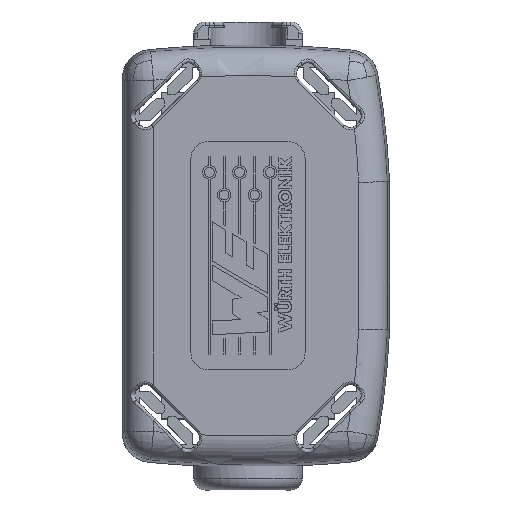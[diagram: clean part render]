
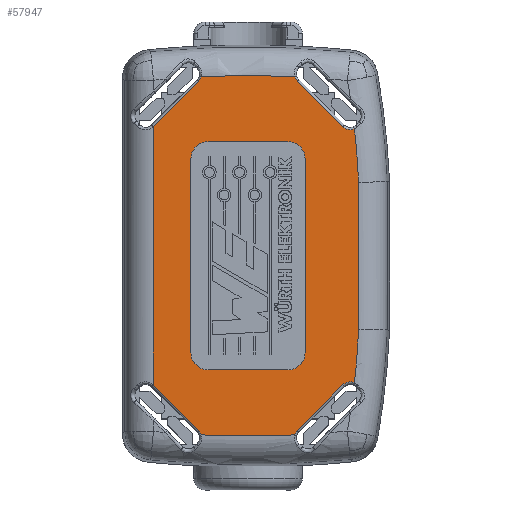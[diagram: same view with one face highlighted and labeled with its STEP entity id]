
A CAD part, top view. The second image highlights one B-rep face of the part: STEP entity #57947.
In plain terms, the highlighted face is planar.
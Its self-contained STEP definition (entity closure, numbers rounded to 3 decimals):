
#1315=CIRCLE('',#60035,0.9);
#1333=CIRCLE('',#60175,0.9);
#1337=CIRCLE('',#60296,1.5);
#1340=CIRCLE('',#60379,1.5);
#1345=CIRCLE('',#60528,1.5);
#1350=CIRCLE('',#60582,0.9);
#1359=CIRCLE('',#60837,1.5);
#1364=CIRCLE('',#60921,0.9);
#1374=CIRCLE('',#61080,87.287);
#1382=CIRCLE('',#61089,87.287);
#1398=CIRCLE('',#61153,67.287);
#1405=CIRCLE('',#61161,67.287);
#1483=CIRCLE('',#61357,0.9);
#1484=CIRCLE('',#61358,0.9);
#12557=ORIENTED_EDGE('',*,*,#22981,.T.);
#12558=ORIENTED_EDGE('',*,*,#24186,.T.);
#12559=ORIENTED_EDGE('',*,*,#23734,.F.);
#12560=ORIENTED_EDGE('',*,*,#23499,.T.);
#12561=ORIENTED_EDGE('',*,*,#20661,.F.);
#12562=ORIENTED_EDGE('',*,*,#23853,.F.);
#12563=ORIENTED_EDGE('',*,*,#21695,.F.);
#12564=ORIENTED_EDGE('',*,*,#21429,.T.);
#12565=ORIENTED_EDGE('',*,*,#23722,.F.);
#12566=ORIENTED_EDGE('',*,*,#20920,.T.);
#12567=ORIENTED_EDGE('',*,*,#22841,.T.);
#12568=ORIENTED_EDGE('',*,*,#22865,.T.);
#12569=ORIENTED_EDGE('',*,*,#23865,.F.);
#12570=ORIENTED_EDGE('',*,*,#23870,.F.);
#12571=ORIENTED_EDGE('',*,*,#23854,.F.);
#12572=ORIENTED_EDGE('',*,*,#24187,.T.);
#12573=ORIENTED_EDGE('',*,*,#22260,.T.);
#12574=ORIENTED_EDGE('',*,*,#22692,.F.);
#12575=ORIENTED_EDGE('',*,*,#23165,.T.);
#12576=ORIENTED_EDGE('',*,*,#21949,.F.);
#12577=ORIENTED_EDGE('',*,*,#23648,.T.);
#12578=ORIENTED_EDGE('',*,*,#22273,.F.);
#12579=ORIENTED_EDGE('',*,*,#21625,.T.);
#12580=ORIENTED_EDGE('',*,*,#23364,.F.);
#20661=EDGE_CURVE('',#28560,#28561,#34229,.T.);
#20920=EDGE_CURVE('',#28794,#28795,#1315,.T.);
#21429=EDGE_CURVE('',#29225,#29224,#1333,.T.);
#21625=EDGE_CURVE('',#29373,#29374,#35130,.T.);
#21695=EDGE_CURVE('',#29225,#29422,#35192,.T.);
#21949=EDGE_CURVE('',#29616,#29617,#1337,.T.);
#22260=EDGE_CURVE('',#29846,#29847,#35742,.T.);
#22273=EDGE_CURVE('',#29373,#29854,#1340,.T.);
#22692=EDGE_CURVE('',#30111,#29847,#1345,.T.);
#22841=EDGE_CURVE('',#28795,#30188,#36285,.T.);
#22865=EDGE_CURVE('',#30188,#30199,#1350,.T.);
#22981=EDGE_CURVE('',#30262,#30263,#36409,.T.);
#23165=EDGE_CURVE('',#30111,#29617,#36576,.T.);
#23364=EDGE_CURVE('',#29846,#29374,#1359,.T.);
#23499=EDGE_CURVE('',#28247,#28561,#1364,.T.);
#23648=EDGE_CURVE('',#29616,#29854,#37030,.T.);
#23722=EDGE_CURVE('',#28794,#29224,#1374,.T.);
#23734=EDGE_CURVE('',#28247,#30249,#1382,.T.);
#23853=EDGE_CURVE('',#29422,#28560,#37173,.T.);
#23854=EDGE_CURVE('',#29317,#30633,#1398,.T.);
#23865=EDGE_CURVE('',#30637,#30199,#1405,.T.);
#23870=EDGE_CURVE('',#30633,#30637,#37174,.T.);
#24186=EDGE_CURVE('',#30263,#30249,#1483,.T.);
#24187=EDGE_CURVE('',#29317,#30262,#1484,.T.);
#28247=VERTEX_POINT('',#88758);
#28560=VERTEX_POINT('',#90088);
#28561=VERTEX_POINT('',#90089);
#28794=VERTEX_POINT('',#90659);
#28795=VERTEX_POINT('',#90660);
#29224=VERTEX_POINT('',#92816);
#29225=VERTEX_POINT('',#92818);
#29317=VERTEX_POINT('',#93119);
#29373=VERTEX_POINT('',#93284);
#29374=VERTEX_POINT('',#93285);
#29422=VERTEX_POINT('',#93633);
#29616=VERTEX_POINT('',#94339);
#29617=VERTEX_POINT('',#94340);
#29846=VERTEX_POINT('',#95224);
#29847=VERTEX_POINT('',#95225);
#29854=VERTEX_POINT('',#95250);
#30111=VERTEX_POINT('',#97058);
#30188=VERTEX_POINT('',#97498);
#30199=VERTEX_POINT('',#97559);
#30249=VERTEX_POINT('',#97980);
#30262=VERTEX_POINT('',#98058);
#30263=VERTEX_POINT('',#98059);
#30633=VERTEX_POINT('',#101423);
#30637=VERTEX_POINT('',#101646);
#34229=LINE('',#90087,#41699);
#35130=LINE('',#93283,#42600);
#35192=LINE('',#93667,#42662);
#35742=LINE('',#95223,#43212);
#36285=LINE('',#97497,#43755);
#36409=LINE('',#98057,#43879);
#36576=LINE('',#98828,#44046);
#37030=LINE('',#100276,#44500);
#37173=LINE('',#101420,#44643);
#37174=LINE('',#101732,#44644);
#41699=VECTOR('',#65881,1000.);
#42600=VECTOR('',#67278,1000.);
#42662=VECTOR('',#67374,1000.);
#43212=VECTOR('',#68204,1000.);
#43755=VECTOR('',#69137,1000.);
#43879=VECTOR('',#69405,1000.);
#44046=VECTOR('',#69770,1000.);
#44500=VECTOR('',#70832,1000.);
#44643=VECTOR('',#71191,1000.);
#44644=VECTOR('',#71216,1000.);
#49534=EDGE_LOOP('',(#12557,#12558,#12559,#12560,#12561,#12562,#12563,#12564,
#12565,#12566,#12567,#12568,#12569,#12570,#12571,#12572));
#49535=EDGE_LOOP('',(#12573,#12574,#12575,#12576,#12577,#12578,#12579,#12580));
#52548=FACE_BOUND('',#49534,.T.);
#52549=FACE_BOUND('',#49535,.T.);
#55087=PLANE('',#61356);
#57947=ADVANCED_FACE('',(#52548,#52549),#55087,.T.);
#60035=AXIS2_PLACEMENT_3D('',#90658,#66256,#66257);
#60175=AXIS2_PLACEMENT_3D('',#92817,#67004,#67005);
#60296=AXIS2_PLACEMENT_3D('',#94338,#67745,#67746);
#60379=AXIS2_PLACEMENT_3D('',#95249,#68227,#68228);
#60528=AXIS2_PLACEMENT_3D('',#97057,#68917,#68918);
#60582=AXIS2_PLACEMENT_3D('',#97558,#69184,#69185);
#60837=AXIS2_PLACEMENT_3D('',#99455,#70155,#70156);
#60921=AXIS2_PLACEMENT_3D('',#99722,#70453,#70454);
#61080=AXIS2_PLACEMENT_3D('',#100503,#70963,#70964);
#61089=AXIS2_PLACEMENT_3D('',#100641,#70981,#70982);
#61153=AXIS2_PLACEMENT_3D('',#101422,#71194,#71195);
#61161=AXIS2_PLACEMENT_3D('',#101647,#71210,#71211);
#61356=AXIS2_PLACEMENT_3D('',#103002,#71814,#71815);
#61357=AXIS2_PLACEMENT_3D('',#103003,#71816,#71817);
#61358=AXIS2_PLACEMENT_3D('',#103004,#71818,#71819);
#65881=DIRECTION('',(-0.707,0.707,0.));
#66256=DIRECTION('',(0.,0.,1.));
#66257=DIRECTION('',(0.998,0.056,0.));
#67004=DIRECTION('',(0.,0.,1.));
#67005=DIRECTION('',(-0.707,0.707,0.));
#67278=DIRECTION('',(0.,-1.,0.));
#67374=DIRECTION('',(0.707,0.707,0.));
#67745=DIRECTION('',(0.,0.,-1.));
#67746=DIRECTION('',(0.,1.,0.));
#68204=DIRECTION('',(1.,0.,0.));
#68227=DIRECTION('',(0.,0.,-1.));
#68228=DIRECTION('',(-1.,0.,0.));
#68917=DIRECTION('',(0.,0.,-1.));
#68918=DIRECTION('',(1.,0.,0.));
#69137=DIRECTION('',(-0.707,0.707,0.));
#69184=DIRECTION('',(0.,0.,1.));
#69185=DIRECTION('',(0.707,0.707,0.));
#69405=DIRECTION('',(0.707,0.707,0.));
#69770=DIRECTION('',(0.,1.,0.));
#70155=DIRECTION('',(0.,0.,-1.));
#70156=DIRECTION('',(0.,-1.,0.));
#70453=DIRECTION('',(0.,0.,1.));
#70454=DIRECTION('',(-0.962,-0.274,0.));
#70832=DIRECTION('',(-1.,0.,0.));
#70963=DIRECTION('',(0.,0.,1.));
#70964=DIRECTION('',(-1.,0.,0.));
#70981=DIRECTION('',(0.,0.,1.));
#70982=DIRECTION('',(-1.,0.,0.));
#71191=DIRECTION('',(0.,1.,0.));
#71194=DIRECTION('',(0.,0.,1.));
#71195=DIRECTION('',(-1.,0.,0.));
#71210=DIRECTION('',(0.,0.,1.));
#71211=DIRECTION('',(-1.,0.,0.));
#71216=DIRECTION('',(0.,-1.,0.));
#71814=DIRECTION('',(0.,0.,-1.));
#71815=DIRECTION('',(-1.,0.,0.));
#71816=DIRECTION('',(0.,0.,1.));
#71817=DIRECTION('',(0.707,-0.707,0.));
#71818=DIRECTION('',(0.,0.,1.));
#71819=DIRECTION('',(-0.426,-0.905,0.));
#88758=CARTESIAN_POINT('',(-8.42,15.692,-6.5));
#90087=CARTESIAN_POINT('',(24.7,-17.588,-6.5));
#90088=CARTESIAN_POINT('',(-4.213,11.325,-6.5));
#90089=CARTESIAN_POINT('',(-8.191,15.302,-6.5));
#90658=CARTESIAN_POINT('',(-17.446,-15.938,-6.5));
#90659=CARTESIAN_POINT('',(-16.58,-15.692,-6.5));
#90660=CARTESIAN_POINT('',(-16.809,-15.302,-6.5));
#92816=CARTESIAN_POINT('',(-8.42,-15.692,-6.5));
#92817=CARTESIAN_POINT('',(-7.554,-15.938,-6.5));
#92818=CARTESIAN_POINT('',(-8.191,-15.302,-6.5));
#93119=CARTESIAN_POINT('',(-21.825,11.129,-6.5));
#93283=CARTESIAN_POINT('',(-17.5,0.,-6.5));
#93284=CARTESIAN_POINT('',(-17.5,8.5,-6.5));
#93285=CARTESIAN_POINT('',(-17.5,-8.5,-6.5));
#93633=CARTESIAN_POINT('',(-4.213,-11.325,-6.5));
#93667=CARTESIAN_POINT('',(24.7,17.588,-6.5));
#94338=CARTESIAN_POINT('',(-9.,8.5,-6.5));
#94339=CARTESIAN_POINT('',(-9.,10.,-6.5));
#94340=CARTESIAN_POINT('',(-7.5,8.5,-6.5));
#95223=CARTESIAN_POINT('',(24.7,-10.,-6.5));
#95224=CARTESIAN_POINT('',(-16.,-10.,-6.5));
#95225=CARTESIAN_POINT('',(-9.,-10.,-6.5));
#95249=CARTESIAN_POINT('',(-16.,8.5,-6.5));
#95250=CARTESIAN_POINT('',(-16.,10.,-6.5));
#97057=CARTESIAN_POINT('',(-9.,-8.5,-6.5));
#97058=CARTESIAN_POINT('',(-7.5,-8.5,-6.5));
#97497=CARTESIAN_POINT('',(24.7,-56.812,-6.5));
#97498=CARTESIAN_POINT('',(-20.805,-11.307,-6.5));
#97558=CARTESIAN_POINT('',(-21.441,-11.943,-6.5));
#97559=CARTESIAN_POINT('',(-21.825,-11.129,-6.5));
#97980=CARTESIAN_POINT('',(-16.58,15.692,-6.5));
#98057=CARTESIAN_POINT('',(24.7,56.812,-6.5));
#98058=CARTESIAN_POINT('',(-20.805,11.307,-6.5));
#98059=CARTESIAN_POINT('',(-16.809,15.302,-6.5));
#98828=CARTESIAN_POINT('',(-7.5,0.,-6.5));
#99455=CARTESIAN_POINT('',(-16.,-8.5,-6.5));
#99722=CARTESIAN_POINT('',(-7.554,15.938,-6.5));
#100276=CARTESIAN_POINT('',(24.7,10.,-6.5));
#100503=CARTESIAN_POINT('',(-12.5,71.5,-6.5));
#100641=CARTESIAN_POINT('',(-12.5,-71.5,-6.5));
#101420=CARTESIAN_POINT('',(-4.213,0.,-6.5));
#101422=CARTESIAN_POINT('',(45.04,3.603,-6.5));
#101423=CARTESIAN_POINT('',(-22.187,6.443,-6.5));
#101646=CARTESIAN_POINT('',(-22.187,-6.443,-6.5));
#101647=CARTESIAN_POINT('',(45.04,-3.603,-6.5));
#101732=CARTESIAN_POINT('',(-22.187,0.,-6.5));
#103002=CARTESIAN_POINT('',(24.7,0.,-6.5));
#103003=CARTESIAN_POINT('',(-17.446,15.938,-6.5));
#103004=CARTESIAN_POINT('',(-21.441,11.943,-6.5));
